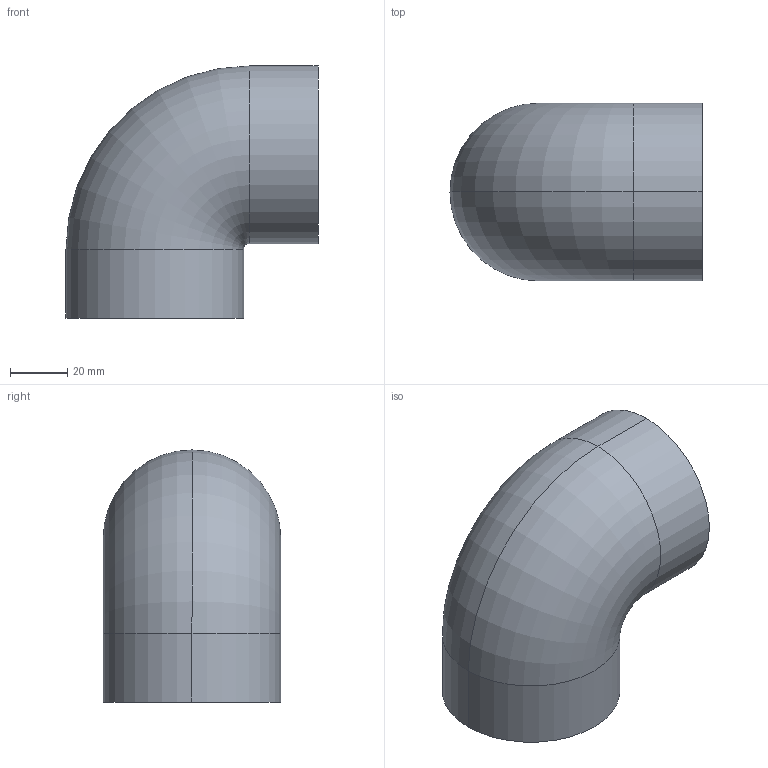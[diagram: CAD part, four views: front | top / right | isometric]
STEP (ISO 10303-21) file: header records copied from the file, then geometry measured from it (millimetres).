
FILE_DESCRIPTION(('STEP AP214'),'1');
FILE_NAME('cctmp_2C1BFE64-43AF-481F-BA2D-32E59986F5E6_2022_03_09_11_35_50_0185..stp','2022-03-09T10:35:50',('Praher Valves GmbH'),('CADClick - www.CADClick.com'),'Spatial InterOp 3D',' ','unknown authorization');
FILE_SCHEMA(('AUTOMOTIVE_DESIGN'));
Length unit declared in the file: millimetre
Products named in the file (1): 71137
Bounding box: 88 x 62 x 88 mm (x, y, z)
Volume: 120884.7 mm3; surface area: 37324.9 mm2
Topology: 1 solids, 1 shells, 18 faces, 39 edges, 24 vertices
Faces by surface type: cylinder 10, torus 4, plane 4
Entity records: 946 total; most frequent: CARTESIAN_POINT 364, DIRECTION 98, ORIENTED_EDGE 78, AXIS2_PLACEMENT_3D 44, EDGE_CURVE 39, CIRCLE 25, VERTEX_POINT 24, EDGE_LOOP 21
